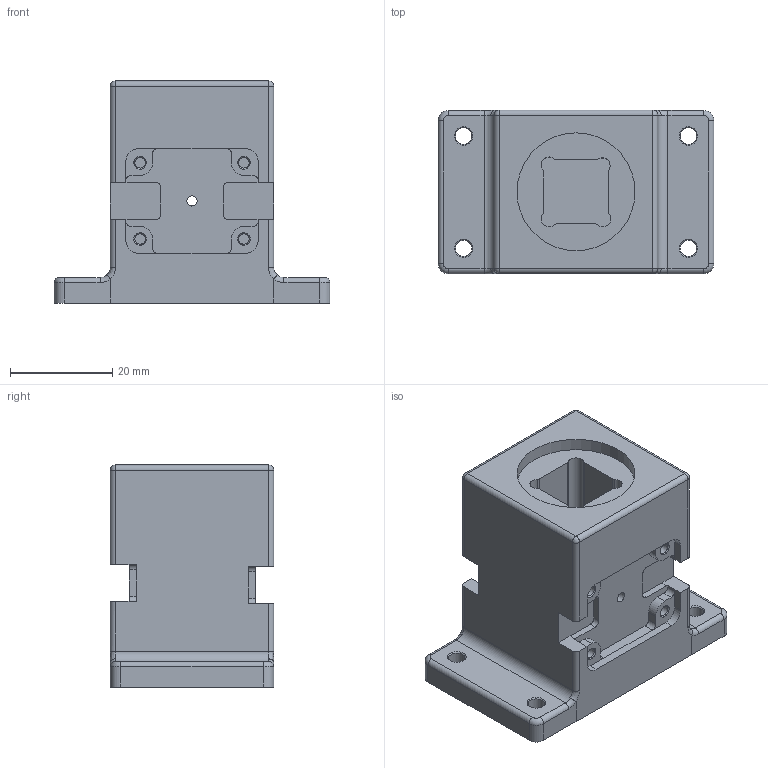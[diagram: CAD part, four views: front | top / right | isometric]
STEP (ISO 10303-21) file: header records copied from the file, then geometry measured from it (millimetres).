
FILE_DESCRIPTION(('FreeCAD Model'),'2;1');
FILE_NAME('Open CASCADE Shape Model','2021-12-02T11:06:49',('Author'),( ''),'Open CASCADE STEP processor 7.4','FreeCAD','Unknown');
FILE_SCHEMA(('AUTOMOTIVE_DESIGN { 1 0 10303 214 1 1 1 1 }'));
Length unit declared in the file: millimetre
Products named in the file (1): Chamfer003
Bounding box: 54 x 32 x 43.5 mm (x, y, z)
Volume: 36659.1 mm3; surface area: 12288.6 mm2
Topology: 1 solids, 1 shells, 225 faces, 579 edges, 362 vertices
Faces by surface type: plane 102, cylinder 91, cone 16, torus 8, bspline 4, sphere 4
Full cylindrical faces by diameter (mm): 2 x2, 2.05 x8, 3.2 x4, 23.098 x1
Entity records: 6893 total; most frequent: CARTESIAN_POINT 1279, DIRECTION 1213, ORIENTED_EDGE 1150, EDGE_CURVE 575, AXIS2_PLACEMENT_3D 428, VERTEX_POINT 362, LINE 357, VECTOR 357
